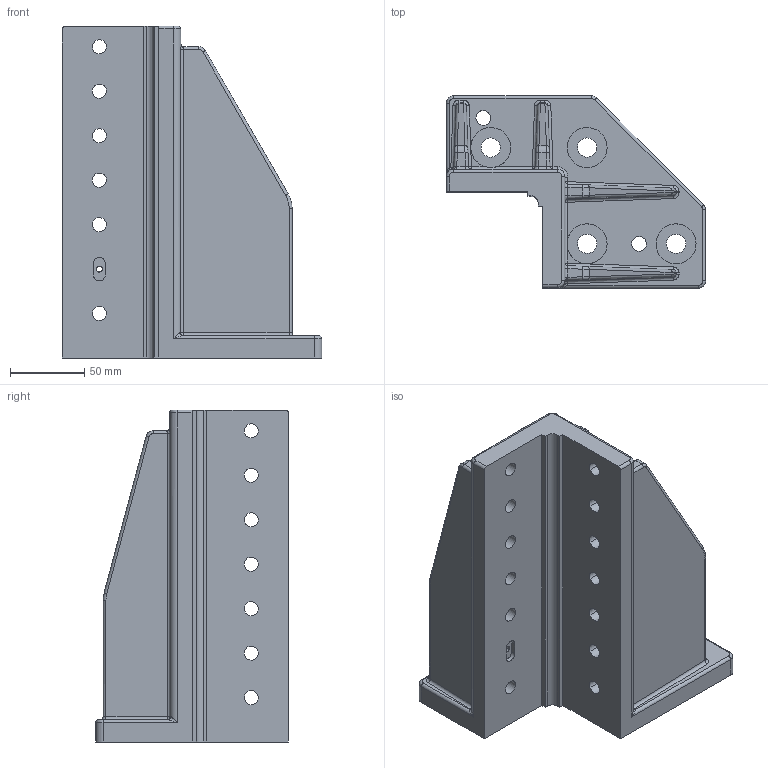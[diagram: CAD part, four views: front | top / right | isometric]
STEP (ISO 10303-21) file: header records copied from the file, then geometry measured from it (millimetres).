
FILE_DESCRIPTION(('CATIA V5 STEP Exchange'),'2;1');
FILE_NAME('AEGT208.stp','2017-07-06T00:28:13+00:00',('none'),('none'),'CATIA Version 5 Release 21 GA (IN-10)','CATIA V5 STEP AP203','none');
FILE_SCHEMA(('CONFIG_CONTROL_DESIGN'));
Length unit declared in the file: millimetre
Products named in the file (1): AEGT208
Bounding box: 175 x 130 x 224 mm (x, y, z)
Volume: 951413.4 mm3; surface area: 181449.2 mm2
Topology: 1 solids, 1 shells, 263 faces, 682 edges, 414 vertices
Faces by surface type: cylinder 153, plane 56, bspline 28, torus 18, sphere 8
Entity records: 9669 total; most frequent: CARTESIAN_POINT 3801, ORIENTED_EDGE 1344, DIRECTION 907, EDGE_CURVE 672, AXIS2_PLACEMENT_3D 455, VERTEX_POINT 414, EDGE_LOOP 306, CIRCLE 281
